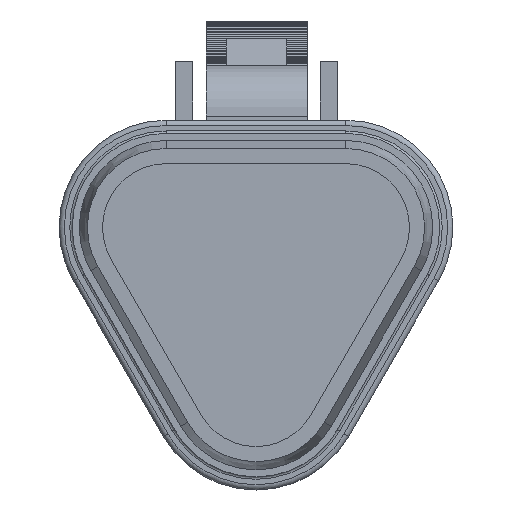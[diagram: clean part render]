
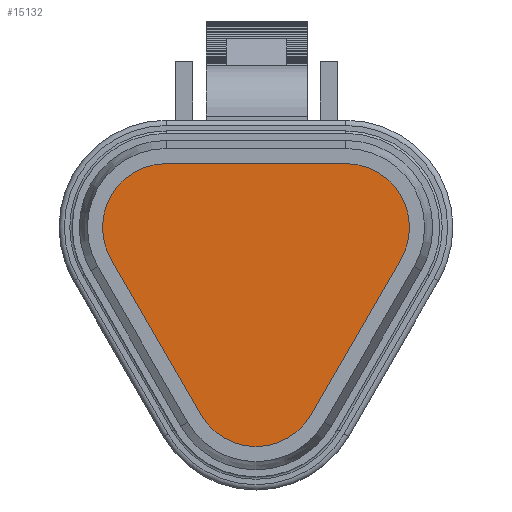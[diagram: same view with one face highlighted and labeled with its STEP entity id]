
A CAD part, front view. The second image highlights one B-rep face of the part: STEP entity #15132.
In plain terms, the highlighted planar face has unit normal (0, -1, 0).
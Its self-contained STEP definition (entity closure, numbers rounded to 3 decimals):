
#1=CARTESIAN_POINT('',(4.417,0.,2.583));
#2=DIRECTION('',(0.,1.,0.));
#3=DIRECTION('',(0.,0.,1.));
#4=AXIS2_PLACEMENT_3D('',#1,#2,#3);
#6=DIRECTION('',(-0.5,0.,-0.866));
#7=VECTOR('',#6,8.891);
#8=CARTESIAN_POINT('',(7.145,0.,1.008));
#9=LINE('',#8,#7);
#10=CARTESIAN_POINT('',(-0.028,0.,-5.117));
#11=DIRECTION('',(0.,1.,0.));
#12=DIRECTION('',(0.866,0.,-0.5));
#13=AXIS2_PLACEMENT_3D('',#10,#11,#12);
#15=DIRECTION('',(-0.5,0.,0.866));
#16=VECTOR('',#15,8.891);
#17=CARTESIAN_POINT('',(-2.756,0.,-6.692));
#18=LINE('',#17,#16);
#19=CARTESIAN_POINT('',(-4.474,0.,2.583));
#20=DIRECTION('',(0.,1.,0.));
#21=DIRECTION('',(-0.866,0.,-0.5));
#22=AXIS2_PLACEMENT_3D('',#19,#20,#21);
#24=DIRECTION('',(1.,0.,0.));
#25=VECTOR('',#24,8.891);
#26=CARTESIAN_POINT('',(-4.474,0.,5.733));
#27=LINE('',#26,#25);
#13857=CARTESIAN_POINT('',(-2.756,0.,-6.692));
#13858=CARTESIAN_POINT('',(-7.202,0.,1.008));
#13859=VERTEX_POINT('',#13857);
#13860=VERTEX_POINT('',#13858);
#13861=CARTESIAN_POINT('',(-4.474,0.,5.733));
#13862=VERTEX_POINT('',#13861);
#13863=CARTESIAN_POINT('',(4.417,0.,5.733));
#13864=VERTEX_POINT('',#13863);
#13865=CARTESIAN_POINT('',(7.145,0.,1.008));
#13866=VERTEX_POINT('',#13865);
#13867=CARTESIAN_POINT('',(2.7,0.,-6.692));
#13868=VERTEX_POINT('',#13867);
#15113=CARTESIAN_POINT('',(0.,0.,0.));
#15114=DIRECTION('',(0.,1.,0.));
#15115=DIRECTION('',(1.,0.,0.));
#15116=AXIS2_PLACEMENT_3D('',#15113,#15114,#15115);
#15117=PLANE('',#15116);
#15119=ORIENTED_EDGE('',*,*,#15118,.T.);
#15121=ORIENTED_EDGE('',*,*,#15120,.T.);
#15123=ORIENTED_EDGE('',*,*,#15122,.T.);
#15125=ORIENTED_EDGE('',*,*,#15124,.T.);
#15127=ORIENTED_EDGE('',*,*,#15126,.T.);
#15129=ORIENTED_EDGE('',*,*,#15128,.T.);
#15130=EDGE_LOOP('',(#15119,#15121,#15123,#15125,#15127,#15129));
#15131=FACE_OUTER_BOUND('',#15130,.F.);
#15132=ADVANCED_FACE('',(#15131),#15117,.F.);
#5=CIRCLE('',#4,3.15);
#14=CIRCLE('',#13,3.15);
#23=CIRCLE('',#22,3.15);
#15118=EDGE_CURVE('',#13864,#13866,#5,.T.);
#15120=EDGE_CURVE('',#13866,#13868,#9,.T.);
#15122=EDGE_CURVE('',#13868,#13859,#14,.T.);
#15124=EDGE_CURVE('',#13859,#13860,#18,.T.);
#15126=EDGE_CURVE('',#13860,#13862,#23,.T.);
#15128=EDGE_CURVE('',#13862,#13864,#27,.T.);
